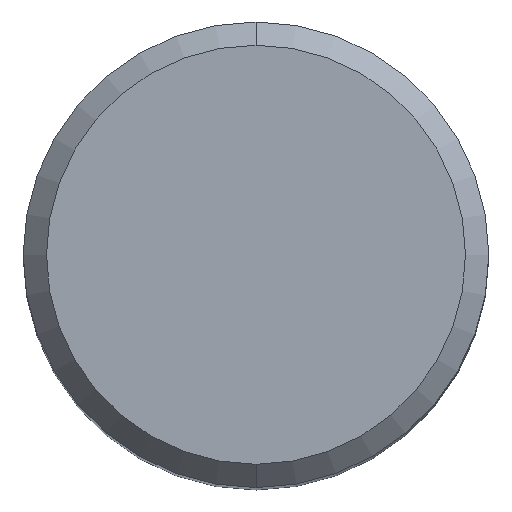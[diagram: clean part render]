
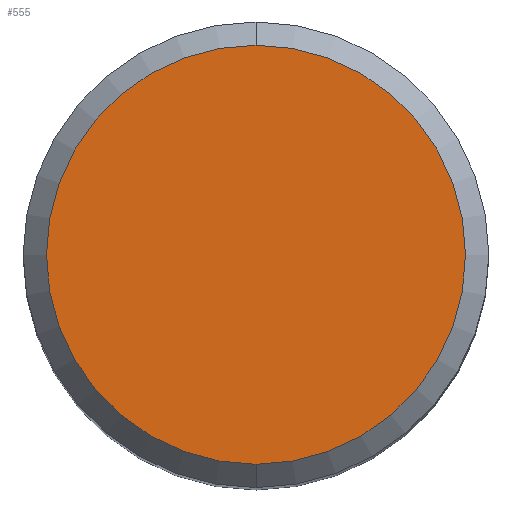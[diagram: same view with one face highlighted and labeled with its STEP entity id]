
A CAD part, top view. The second image highlights one B-rep face of the part: STEP entity #555.
In plain terms, the highlighted planar face has unit normal (0, 0, 1).
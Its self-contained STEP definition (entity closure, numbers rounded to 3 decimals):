
#327=VERTEX_POINT('',#724);
#433=VERTEX_POINT('',#843);
#513=EDGE_CURVE('',#327,#433,#931,.T.);
#551=EDGE_CURVE('',#433,#327,#972,.T.);
#555=ADVANCED_FACE('',(#977),#978,.T.);
#724=CARTESIAN_POINT('',(0.,-4.5,0.0));
#843=CARTESIAN_POINT('',(0.0,4.5,0.0));
#931=CIRCLE('',#1689,4.5);
#972=CIRCLE('',#1759,4.5);
#977=FACE_OUTER_BOUND('',#1764,.T.);
#978=PLANE('',#1765);
#1689=AXIS2_PLACEMENT_3D('',#2187,#2188,#2189);
#1759=AXIS2_PLACEMENT_3D('',#2227,#2228,#2229);
#1764=EDGE_LOOP('',(#2240,#2241));
#1765=AXIS2_PLACEMENT_3D('',#2242,#2243,#2244);
#2187=CARTESIAN_POINT('',(0.0,0.0,0.0));
#2188=DIRECTION('',(0.0,0.0,-1.0));
#2189=DIRECTION('',(0.0,1.0,0.0));
#2227=CARTESIAN_POINT('',(0.0,0.0,0.0));
#2228=DIRECTION('',(0.0,0.0,-1.0));
#2229=DIRECTION('',(0.0,1.0,0.0));
#2240=ORIENTED_EDGE('',*,*,#551,.F.);
#2241=ORIENTED_EDGE('',*,*,#513,.F.);
#2242=CARTESIAN_POINT('',(0.0,2.25,0.0));
#2243=DIRECTION('',(-0.0,0.0,1.0));
#2244=DIRECTION('',(0.0,-1.0,0.0));
